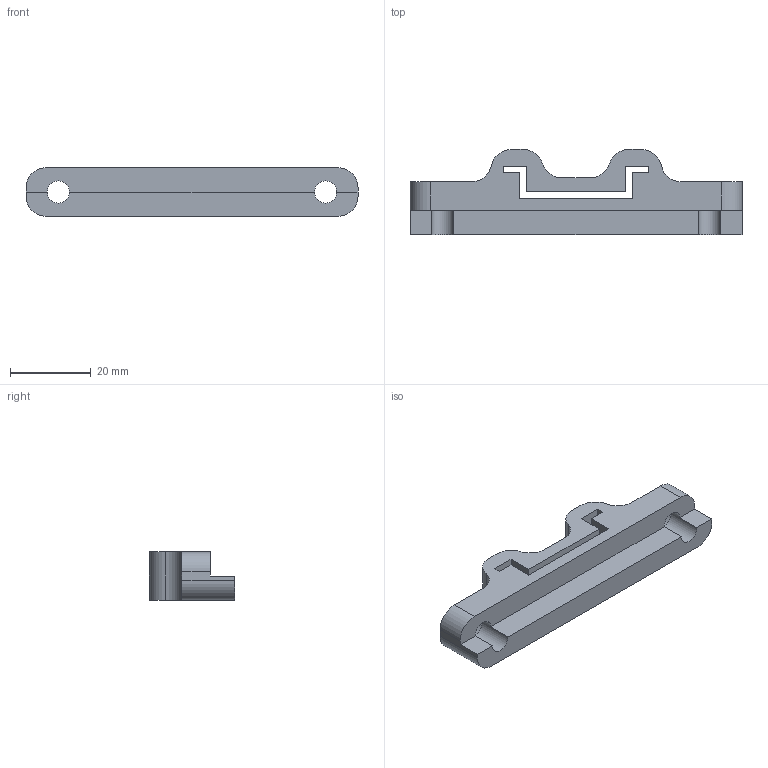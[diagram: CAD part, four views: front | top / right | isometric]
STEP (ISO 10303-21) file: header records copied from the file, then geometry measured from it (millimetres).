
FILE_DESCRIPTION(/* description */ (''),/* implementation_level */ '2;1');
FILE_NAME(/* name */ 'DIN rail mount v9.step',/* time_stamp */ '2021-03-14T22:27:47+01:00',/* author */ (''),/* organization */ (''),/* preprocessor_version */ 'ST-DEVELOPER v18.1',/* originating_system */ 'Autodesk Translation Framework v9.10.0.1330',/* authorisation */ '');
FILE_SCHEMA (('AUTOMOTIVE_DESIGN { 1 0 10303 214 3 1 1 }'));
Length unit declared in the file: millimetre
Products named in the file (2): DIN rail mount; Component2
Assembly tree (1 placements, depth 2):
  DIN rail mount
    Component2
Bounding box: 82 x 21 x 12 mm (x, y, z)
Volume: 10367.3 mm3; surface area: 6155.6 mm2
Topology: 1 solids, 1 shells, 44 faces, 124 edges, 82 vertices
Faces by surface type: plane 28, cylinder 16
Full cylindrical faces by diameter (mm): 5.5 x2, 10 x2
Entity records: 1491 total; most frequent: CARTESIAN_POINT 253, DIRECTION 252, ORIENTED_EDGE 248, EDGE_CURVE 124, LINE 90, VECTOR 90, VERTEX_POINT 82, AXIS2_PLACEMENT_3D 81
